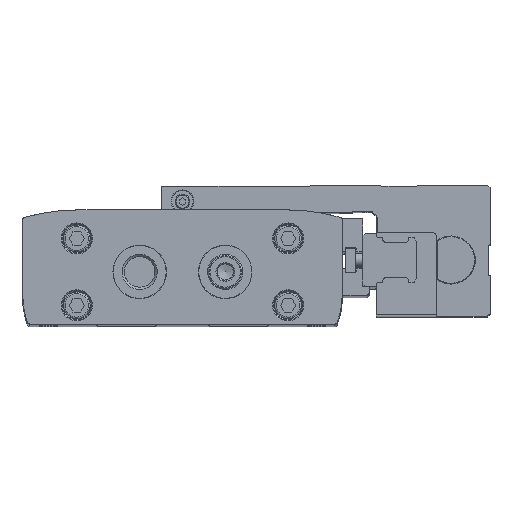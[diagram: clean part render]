
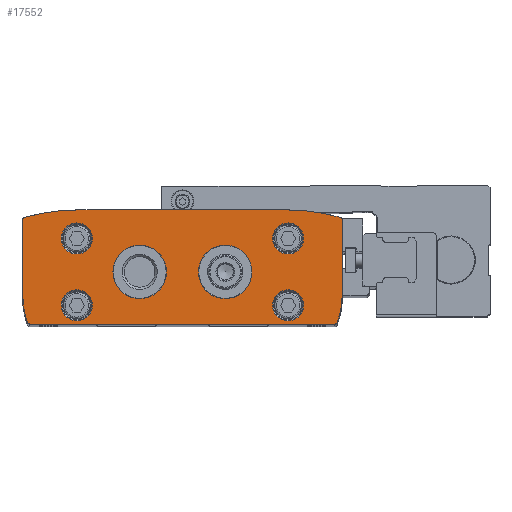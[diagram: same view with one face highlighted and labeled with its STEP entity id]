
A CAD part, top view. The second image highlights one B-rep face of the part: STEP entity #17552.
In plain terms, the highlighted planar face has unit normal (0, 0, 1).
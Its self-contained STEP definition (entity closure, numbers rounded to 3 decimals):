
#742=CIRCLE('',#18820,75.);
#748=CIRCLE('',#18829,75.);
#903=CIRCLE('',#19106,5.8);
#904=CIRCLE('',#19107,5.8);
#905=CIRCLE('',#19108,5.8);
#906=CIRCLE('',#19109,5.8);
#907=CIRCLE('',#19110,10.);
#908=CIRCLE('',#19111,10.);
#909=CIRCLE('',#19112,28.);
#910=CIRCLE('',#19113,1.);
#911=CIRCLE('',#19114,1.);
#912=CIRCLE('',#19115,28.);
#913=CIRCLE('',#19116,1.);
#914=CIRCLE('',#19117,1.);
#2469=ORIENTED_EDGE('',*,*,#6957,.F.);
#2470=ORIENTED_EDGE('',*,*,#6958,.F.);
#2471=ORIENTED_EDGE('',*,*,#6959,.F.);
#2472=ORIENTED_EDGE('',*,*,#6960,.F.);
#2473=ORIENTED_EDGE('',*,*,#6961,.F.);
#2474=ORIENTED_EDGE('',*,*,#6962,.F.);
#2475=ORIENTED_EDGE('',*,*,#6963,.T.);
#2476=ORIENTED_EDGE('',*,*,#6964,.T.);
#2477=ORIENTED_EDGE('',*,*,#6965,.T.);
#2478=ORIENTED_EDGE('',*,*,#6414,.T.);
#2479=ORIENTED_EDGE('',*,*,#6966,.T.);
#2480=ORIENTED_EDGE('',*,*,#6967,.T.);
#2481=ORIENTED_EDGE('',*,*,#6968,.T.);
#2482=ORIENTED_EDGE('',*,*,#6969,.T.);
#2483=ORIENTED_EDGE('',*,*,#6536,.T.);
#2484=ORIENTED_EDGE('',*,*,#6970,.T.);
#2485=ORIENTED_EDGE('',*,*,#6518,.T.);
#2486=ORIENTED_EDGE('',*,*,#6971,.T.);
#6414=EDGE_CURVE('',#8838,#8841,#10595,.T.);
#6518=EDGE_CURVE('',#8934,#8937,#742,.T.);
#6536=EDGE_CURVE('',#8952,#8955,#748,.T.);
#6957=EDGE_CURVE('',#9246,#9246,#903,.T.);
#6958=EDGE_CURVE('',#9247,#9247,#904,.T.);
#6959=EDGE_CURVE('',#9248,#9248,#905,.T.);
#6960=EDGE_CURVE('',#9249,#9249,#906,.T.);
#6961=EDGE_CURVE('',#9250,#9250,#907,.T.);
#6962=EDGE_CURVE('',#9251,#9251,#908,.T.);
#6963=EDGE_CURVE('',#9252,#9253,#10924,.T.);
#6964=EDGE_CURVE('',#9253,#9254,#909,.T.);
#6965=EDGE_CURVE('',#9254,#8838,#910,.T.);
#6966=EDGE_CURVE('',#8841,#9255,#911,.T.);
#6967=EDGE_CURVE('',#9255,#9256,#912,.T.);
#6968=EDGE_CURVE('',#9256,#9257,#10925,.T.);
#6969=EDGE_CURVE('',#9257,#8952,#913,.T.);
#6970=EDGE_CURVE('',#8955,#8934,#10926,.T.);
#6971=EDGE_CURVE('',#8937,#9252,#914,.T.);
#8838=VERTEX_POINT('',#26293);
#8841=VERTEX_POINT('',#26298);
#8934=VERTEX_POINT('',#26513);
#8937=VERTEX_POINT('',#26518);
#8952=VERTEX_POINT('',#26594);
#8955=VERTEX_POINT('',#26599);
#9246=VERTEX_POINT('',#27448);
#9247=VERTEX_POINT('',#27450);
#9248=VERTEX_POINT('',#27452);
#9249=VERTEX_POINT('',#27454);
#9250=VERTEX_POINT('',#27456);
#9251=VERTEX_POINT('',#27458);
#9252=VERTEX_POINT('',#27460);
#9253=VERTEX_POINT('',#27461);
#9254=VERTEX_POINT('',#27463);
#9255=VERTEX_POINT('',#27466);
#9256=VERTEX_POINT('',#27468);
#9257=VERTEX_POINT('',#27470);
#10595=LINE('',#26299,#12105);
#10924=LINE('',#27459,#12434);
#10925=LINE('',#27469,#12435);
#10926=LINE('',#27472,#12436);
#12105=VECTOR('',#20773,1000.);
#12434=VECTOR('',#21816,1000.);
#12435=VECTOR('',#21825,1000.);
#12436=VECTOR('',#21828,1000.);
#13798=EDGE_LOOP('',(#2469));
#13799=EDGE_LOOP('',(#2470));
#13800=EDGE_LOOP('',(#2471));
#13801=EDGE_LOOP('',(#2472));
#13802=EDGE_LOOP('',(#2473));
#13803=EDGE_LOOP('',(#2474));
#13804=EDGE_LOOP('',(#2475,#2476,#2477,#2478,#2479,#2480,#2481,#2482,#2483,
#2484,#2485,#2486));
#15396=FACE_BOUND('',#13798,.T.);
#15397=FACE_BOUND('',#13799,.T.);
#15398=FACE_BOUND('',#13800,.T.);
#15399=FACE_BOUND('',#13801,.T.);
#15400=FACE_BOUND('',#13802,.T.);
#15401=FACE_BOUND('',#13803,.T.);
#15402=FACE_BOUND('',#13804,.T.);
#16904=PLANE('',#19105);
#17552=ADVANCED_FACE('',(#15396,#15397,#15398,#15399,#15400,#15401,#15402),
#16904,.T.);
#18820=AXIS2_PLACEMENT_3D('',#26519,#20962,#20963);
#18829=AXIS2_PLACEMENT_3D('',#26600,#20986,#20987);
#19105=AXIS2_PLACEMENT_3D('',#27446,#21802,#21803);
#19106=AXIS2_PLACEMENT_3D('',#27447,#21804,#21805);
#19107=AXIS2_PLACEMENT_3D('',#27449,#21806,#21807);
#19108=AXIS2_PLACEMENT_3D('',#27451,#21808,#21809);
#19109=AXIS2_PLACEMENT_3D('',#27453,#21810,#21811);
#19110=AXIS2_PLACEMENT_3D('',#27455,#21812,#21813);
#19111=AXIS2_PLACEMENT_3D('',#27457,#21814,#21815);
#19112=AXIS2_PLACEMENT_3D('',#27462,#21817,#21818);
#19113=AXIS2_PLACEMENT_3D('',#27464,#21819,#21820);
#19114=AXIS2_PLACEMENT_3D('',#27465,#21821,#21822);
#19115=AXIS2_PLACEMENT_3D('',#27467,#21823,#21824);
#19116=AXIS2_PLACEMENT_3D('',#27471,#21826,#21827);
#19117=AXIS2_PLACEMENT_3D('',#27473,#21829,#21830);
#20773=DIRECTION('',(1.,0.,0.));
#20962=DIRECTION('',(0.,0.,1.));
#20963=DIRECTION('',(1.,0.,0.));
#20986=DIRECTION('',(0.,0.,1.));
#20987=DIRECTION('',(1.,0.,0.));
#21802=DIRECTION('',(0.,0.,1.));
#21803=DIRECTION('',(1.,0.,0.));
#21804=DIRECTION('',(0.,0.,1.));
#21805=DIRECTION('',(1.,0.,0.));
#21806=DIRECTION('',(0.,0.,1.));
#21807=DIRECTION('',(1.,0.,0.));
#21808=DIRECTION('',(0.,0.,1.));
#21809=DIRECTION('',(1.,0.,0.));
#21810=DIRECTION('',(0.,0.,1.));
#21811=DIRECTION('',(1.,0.,0.));
#21812=DIRECTION('',(0.,0.,1.));
#21813=DIRECTION('',(1.,0.,0.));
#21814=DIRECTION('',(0.,0.,1.));
#21815=DIRECTION('',(1.,0.,0.));
#21816=DIRECTION('',(0.,-1.,0.));
#21817=DIRECTION('',(0.,0.,1.));
#21818=DIRECTION('',(1.,0.,0.));
#21819=DIRECTION('',(0.,0.,1.));
#21820=DIRECTION('',(1.,0.,0.));
#21821=DIRECTION('',(0.,0.,1.));
#21822=DIRECTION('',(1.,0.,0.));
#21823=DIRECTION('',(0.,0.,1.));
#21824=DIRECTION('',(1.,0.,0.));
#21825=DIRECTION('',(0.,1.,0.));
#21826=DIRECTION('',(0.,0.,1.));
#21827=DIRECTION('',(1.,0.,0.));
#21828=DIRECTION('',(-1.,0.,0.));
#21829=DIRECTION('',(0.,0.,1.));
#21830=DIRECTION('',(1.,0.,0.));
#26293=CARTESIAN_POINT('',(-56.974,0.,300.));
#26298=CARTESIAN_POINT('',(56.974,0.,300.));
#26299=CARTESIAN_POINT('',(-56.974,0.,300.));
#26513=CARTESIAN_POINT('',(-38.7,42.7,300.));
#26518=CARTESIAN_POINT('',(-58.97,39.909,300.));
#26519=CARTESIAN_POINT('',(-38.7,-32.3,300.));
#26594=CARTESIAN_POINT('',(58.97,39.909,300.));
#26599=CARTESIAN_POINT('',(38.7,42.7,300.));
#26600=CARTESIAN_POINT('',(38.7,-32.3,300.));
#27446=CARTESIAN_POINT('',(-31.7,10.5,300.));
#27447=CARTESIAN_POINT('',(-39.5,7.,300.));
#27448=CARTESIAN_POINT('',(-33.7,7.,300.));
#27449=CARTESIAN_POINT('',(-39.5,32.,300.));
#27450=CARTESIAN_POINT('',(-33.7,32.,300.));
#27451=CARTESIAN_POINT('',(39.5,32.,300.));
#27452=CARTESIAN_POINT('',(45.3,32.,300.));
#27453=CARTESIAN_POINT('',(39.5,7.,300.));
#27454=CARTESIAN_POINT('',(45.3,7.,300.));
#27455=CARTESIAN_POINT('',(-16.,19.5,300.));
#27456=CARTESIAN_POINT('',(-6.,19.5,300.));
#27457=CARTESIAN_POINT('',(16.,19.5,300.));
#27458=CARTESIAN_POINT('',(26.,19.5,300.));
#27459=CARTESIAN_POINT('',(-59.7,38.946,300.));
#27460=CARTESIAN_POINT('',(-59.7,38.946,300.));
#27461=CARTESIAN_POINT('',(-59.7,10.5,300.));
#27462=CARTESIAN_POINT('',(-31.7,10.5,300.));
#27463=CARTESIAN_POINT('',(-57.91,0.648,300.));
#27464=CARTESIAN_POINT('',(-56.974,1.,300.));
#27465=CARTESIAN_POINT('',(56.974,1.,300.));
#27466=CARTESIAN_POINT('',(57.91,0.648,300.));
#27467=CARTESIAN_POINT('',(31.7,10.5,300.));
#27468=CARTESIAN_POINT('',(59.7,10.5,300.));
#27469=CARTESIAN_POINT('',(59.7,10.5,300.));
#27470=CARTESIAN_POINT('',(59.7,38.946,300.));
#27471=CARTESIAN_POINT('',(58.7,38.946,300.));
#27472=CARTESIAN_POINT('',(38.7,42.7,300.));
#27473=CARTESIAN_POINT('',(-58.7,38.946,300.));
